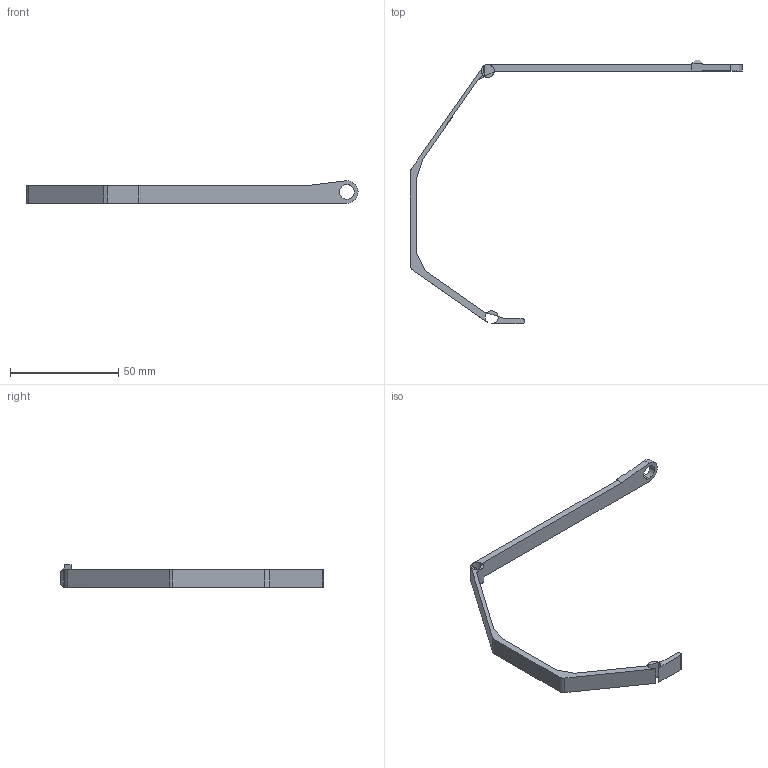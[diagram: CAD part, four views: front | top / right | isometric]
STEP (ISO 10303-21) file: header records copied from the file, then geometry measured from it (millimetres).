
FILE_DESCRIPTION(('FreeCAD Model'),'2;1');
FILE_NAME('Open CASCADE Shape Model','2021-06-06T12:15:03',('Author'),( ''),'Open CASCADE STEP processor 7.5','FreeCAD','Unknown');
FILE_SCHEMA(('AUTOMOTIVE_DESIGN { 1 0 10303 214 1 1 1 1 }'));
Length unit declared in the file: millimetre
Products named in the file (1): brazo-copy
Bounding box: 153.62 x 121.96 x 10.43 mm (x, y, z)
Volume: 5689.6 mm3; surface area: 6674.5 mm2
Topology: 1 solids, 1 shells, 49 faces, 129 edges, 81 vertices
Faces by surface type: plane 41, cylinder 8
Full cylindrical faces by diameter (mm): 6.9 x1
Entity records: 2806 total; most frequent: CARTESIAN_POINT 497, DIRECTION 435, LINE 298, VECTOR 298, ORIENTED_EDGE 226, PCURVE 226, DEFINITIONAL_REPRESENTATION 226, EDGE_CURVE 113
